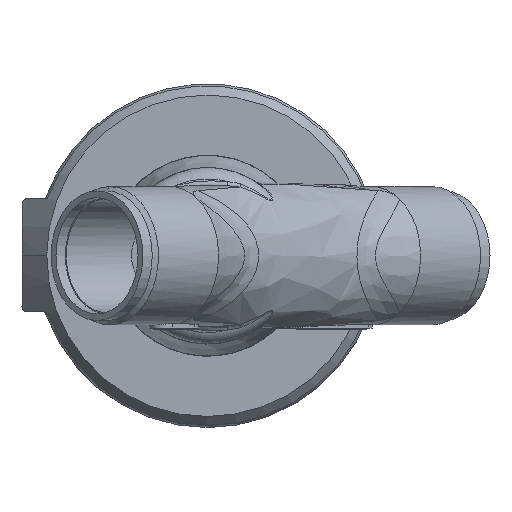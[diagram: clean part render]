
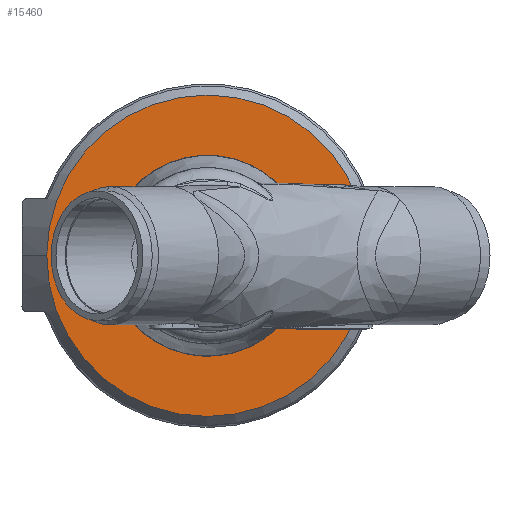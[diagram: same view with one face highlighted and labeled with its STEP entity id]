
A CAD part, front view. The second image highlights one B-rep face of the part: STEP entity #15460.
In plain terms, the highlighted planar face has unit normal (0, -1, 0).
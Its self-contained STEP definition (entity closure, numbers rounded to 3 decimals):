
#481 = CARTESIAN_POINT ( 'NONE',  ( -104.103, -6.875, 0. ) ) ;
#485 = EDGE_LOOP ( 'NONE', ( #1494, #10133 ) ) ;
#1494 = ORIENTED_EDGE ( 'NONE', *, *, #3450, .F. ) ;
#1708 = CARTESIAN_POINT ( 'NONE',  ( -104.103, -6.875, 36. ) ) ;
#1921 = CARTESIAN_POINT ( 'NONE',  ( -123.353, -6.875, 0. ) ) ;
#2159 = DIRECTION ( 'NONE',  ( 0., 0., 1. ) ) ;
#2624 = VERTEX_POINT ( 'NONE', #13672 ) ;
#2936 = AXIS2_PLACEMENT_3D ( 'NONE', #6804, #18502, #2159 ) ;
#3213 = CIRCLE ( 'NONE', #2936, 17. ) ;
#3450 = EDGE_CURVE ( 'NONE', #15832, #16531, #13520, .T. ) ;
#3572 = ORIENTED_EDGE ( 'NONE', *, *, #10825, .T. ) ;
#4921 = DIRECTION ( 'NONE',  ( 0., 1., 0. ) ) ;
#5144 = CARTESIAN_POINT ( 'NONE',  ( -104.103, -6.875, 0. ) ) ;
#5288 = AXIS2_PLACEMENT_3D ( 'NONE', #1921, #17764, #9517 ) ;
#6308 = DIRECTION ( 'NONE',  ( 0., 1., 0. ) ) ;
#6772 = DIRECTION ( 'NONE',  ( 0., 0., 1. ) ) ;
#6804 = CARTESIAN_POINT ( 'NONE',  ( -104.103, -6.875, 0. ) ) ;
#7433 = AXIS2_PLACEMENT_3D ( 'NONE', #5144, #18533, #6772 ) ;
#7736 = FACE_OUTER_BOUND ( 'NONE', #485, .T. ) ;
#8072 = ORIENTED_EDGE ( 'NONE', *, *, #12437, .T. ) ;
#9205 = DIRECTION ( 'NONE',  ( 0., 0., 1. ) ) ;
#9517 = DIRECTION ( 'NONE',  ( 0., 0., -1. ) ) ;
#10133 = ORIENTED_EDGE ( 'NONE', *, *, #11994, .F. ) ;
#10590 = AXIS2_PLACEMENT_3D ( 'NONE', #481, #6308, #9205 ) ;
#10610 = DIRECTION ( 'NONE',  ( 0., 0., 1. ) ) ;
#10825 = EDGE_CURVE ( 'NONE', #16949, #2624, #11524, .T. ) ;
#11205 = AXIS2_PLACEMENT_3D ( 'NONE', #13569, #4921, #10610 ) ;
#11210 = CARTESIAN_POINT ( 'NONE',  ( -104.103, -6.875, -36. ) ) ;
#11524 = CIRCLE ( 'NONE', #11205, 17. ) ;
#11994 = EDGE_CURVE ( 'NONE', #16531, #15832, #13595, .T. ) ;
#12125 = FACE_BOUND ( 'NONE', #17484, .T. ) ;
#12437 = EDGE_CURVE ( 'NONE', #2624, #16949, #3213, .T. ) ;
#13520 = CIRCLE ( 'NONE', #7433, 36. ) ;
#13569 = CARTESIAN_POINT ( 'NONE',  ( -104.103, -6.875, 0. ) ) ;
#13595 = CIRCLE ( 'NONE', #10590, 36. ) ;
#13672 = CARTESIAN_POINT ( 'NONE',  ( -104.103, -6.875, 17. ) ) ;
#15460 = ADVANCED_FACE ( 'NONE', ( #12125, #7736 ), #16628, .T. ) ;
#15832 = VERTEX_POINT ( 'NONE', #1708 ) ;
#16531 = VERTEX_POINT ( 'NONE', #11210 ) ;
#16628 = PLANE ( 'NONE',  #5288 ) ;
#16949 = VERTEX_POINT ( 'NONE', #17294 ) ;
#17294 = CARTESIAN_POINT ( 'NONE',  ( -104.103, -6.875, -17. ) ) ;
#17484 = EDGE_LOOP ( 'NONE', ( #8072, #3572 ) ) ;
#17764 = DIRECTION ( 'NONE',  ( 0., -1., 0. ) ) ;
#18502 = DIRECTION ( 'NONE',  ( 0., 1., 0. ) ) ;
#18533 = DIRECTION ( 'NONE',  ( 0., 1., 0. ) ) ;
